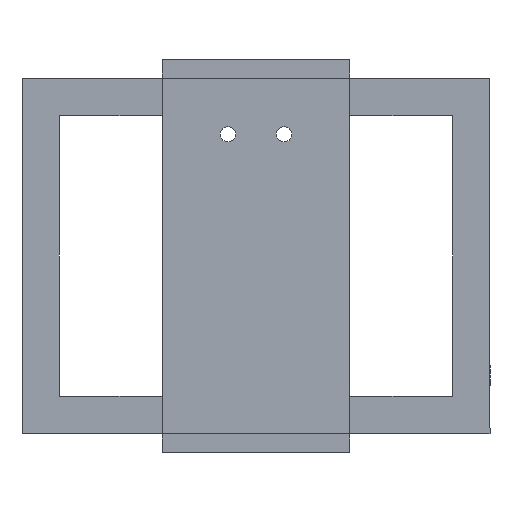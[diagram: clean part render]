
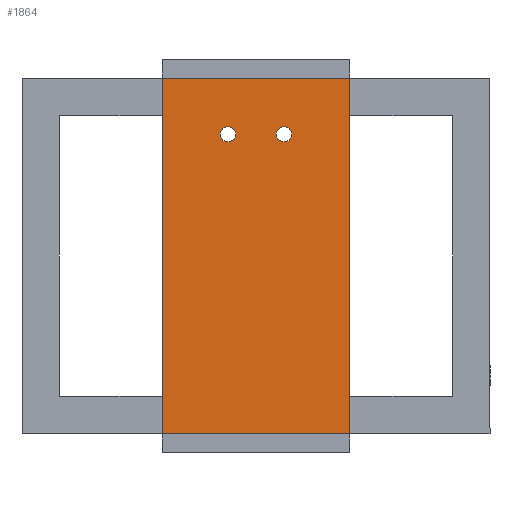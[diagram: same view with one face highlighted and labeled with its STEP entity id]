
A CAD part, front view. The second image highlights one B-rep face of the part: STEP entity #1864.
In plain terms, the highlighted planar face has unit normal (0, -1, 0).
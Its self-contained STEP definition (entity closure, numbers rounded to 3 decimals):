
#41=FACE_BOUND('',#329,.T.);
#42=FACE_BOUND('',#330,.T.);
#118=PLANE('',#1998);
#210=FACE_OUTER_BOUND('',#328,.T.);
#328=EDGE_LOOP('',(#1727,#1728,#1729,#1730));
#329=EDGE_LOOP('',(#1731));
#330=EDGE_LOOP('',(#1732));
#390=LINE('',#2628,#620);
#443=LINE('',#2746,#673);
#561=LINE('',#2979,#791);
#562=LINE('',#2981,#792);
#620=VECTOR('',#2154,10.);
#673=VECTOR('',#2259,10.);
#791=VECTOR('',#2459,10.);
#792=VECTOR('',#2462,10.);
#797=CIRCLE('',#1884,4.1);
#801=CIRCLE('',#1890,4.1);
#825=VERTEX_POINT('',#2477);
#829=VERTEX_POINT('',#2489);
#874=VERTEX_POINT('',#2625);
#875=VERTEX_POINT('',#2627);
#913=VERTEX_POINT('',#2743);
#914=VERTEX_POINT('',#2745);
#989=EDGE_CURVE('',#825,#825,#797,.T.);
#995=EDGE_CURVE('',#829,#829,#801,.T.);
#1063=EDGE_CURVE('',#874,#875,#390,.T.);
#1121=EDGE_CURVE('',#913,#914,#443,.T.);
#1241=EDGE_CURVE('',#913,#875,#561,.T.);
#1242=EDGE_CURVE('',#914,#874,#562,.T.);
#1727=ORIENTED_EDGE('',*,*,#1121,.F.);
#1728=ORIENTED_EDGE('',*,*,#1241,.T.);
#1729=ORIENTED_EDGE('',*,*,#1063,.F.);
#1730=ORIENTED_EDGE('',*,*,#1242,.F.);
#1731=ORIENTED_EDGE('',*,*,#989,.T.);
#1732=ORIENTED_EDGE('',*,*,#995,.T.);
#1864=ADVANCED_FACE('',(#210,#41,#42),#118,.T.);
#1884=AXIS2_PLACEMENT_3D('',#2478,#2007,#2008);
#1890=AXIS2_PLACEMENT_3D('',#2490,#2021,#2022);
#1998=AXIS2_PLACEMENT_3D('',#2980,#2460,#2461);
#2007=DIRECTION('center_axis',(0.,1.,0.));
#2008=DIRECTION('ref_axis',(1.,0.,0.));
#2021=DIRECTION('center_axis',(0.,1.,0.));
#2022=DIRECTION('ref_axis',(1.,0.,0.));
#2154=DIRECTION('',(1.,0.,0.));
#2259=DIRECTION('',(-1.,0.,0.));
#2459=DIRECTION('',(0.,0.,1.));
#2460=DIRECTION('center_axis',(0.,-1.,0.));
#2461=DIRECTION('ref_axis',(1.,0.,0.));
#2462=DIRECTION('',(0.,0.,1.));
#2477=CARTESIAN_POINT('',(10.9,-125.,160.));
#2478=CARTESIAN_POINT('Origin',(15.,-125.,160.));
#2489=CARTESIAN_POINT('',(-19.1,-125.,160.));
#2490=CARTESIAN_POINT('Origin',(-15.,-125.,160.));
#2625=CARTESIAN_POINT('',(-50.,-125.,190.));
#2627=CARTESIAN_POINT('',(50.,-125.,190.));
#2628=CARTESIAN_POINT('',(50.,-125.,190.));
#2743=CARTESIAN_POINT('',(50.,-125.,0.));
#2745=CARTESIAN_POINT('',(-50.,-125.,0.));
#2746=CARTESIAN_POINT('',(50.,-125.,0.));
#2979=CARTESIAN_POINT('',(50.,-125.,0.));
#2980=CARTESIAN_POINT('Origin',(-50.,-125.,0.));
#2981=CARTESIAN_POINT('',(-50.,-125.,0.));
